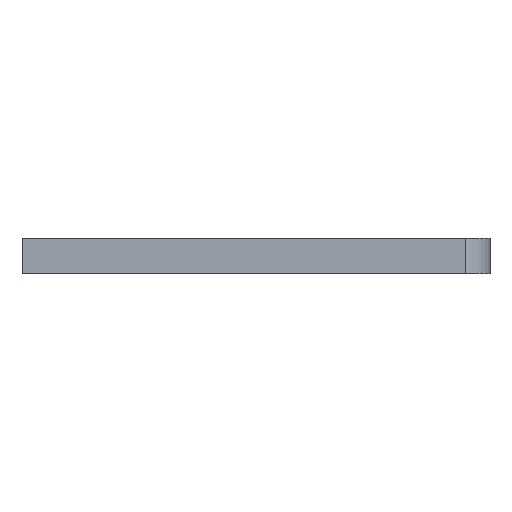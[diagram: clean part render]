
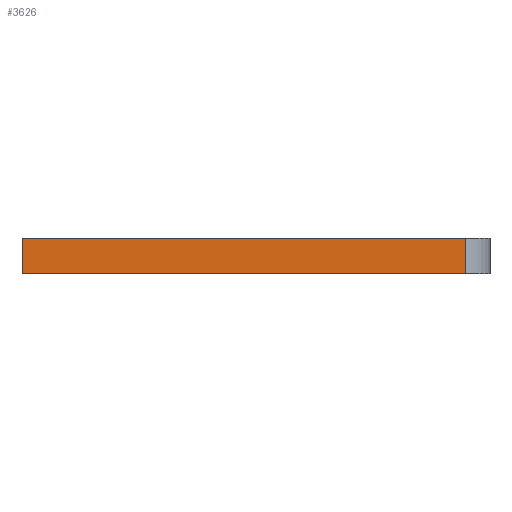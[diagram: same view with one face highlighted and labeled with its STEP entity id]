
A CAD part, left-side view. The second image highlights one B-rep face of the part: STEP entity #3626.
In plain terms, the highlighted planar face has unit normal (-1, 0, 0).
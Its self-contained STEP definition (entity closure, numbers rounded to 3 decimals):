
#2035=DIRECTION('',(0.,1.,0.));
#2036=VECTOR('',#2035,50.179);
#2037=CARTESIAN_POINT('',(2112.942,1480.193,0.));
#2038=LINE('',#2037,#2036);
#2090=DIRECTION('',(0.,0.,-1.));
#2091=VECTOR('',#2090,4.);
#2092=CARTESIAN_POINT('',(2112.942,1530.372,4.));
#2093=LINE('',#2092,#2091);
#2097=DIRECTION('',(0.,1.,0.));
#2098=VECTOR('',#2097,50.179);
#2099=CARTESIAN_POINT('',(2112.942,1480.193,4.));
#2100=LINE('',#2099,#2098);
#2167=DIRECTION('',(0.,0.,-1.));
#2168=VECTOR('',#2167,4.);
#2169=CARTESIAN_POINT('',(2112.942,1480.193,4.));
#2170=LINE('',#2169,#2168);
#3300=CARTESIAN_POINT('',(2112.942,1530.372,0.));
#3302=VERTEX_POINT('',#3300);
#3303=CARTESIAN_POINT('',(2112.942,1530.372,4.));
#3304=VERTEX_POINT('',#3303);
#3319=CARTESIAN_POINT('',(2112.942,1480.193,0.));
#3320=VERTEX_POINT('',#3319);
#3321=CARTESIAN_POINT('',(2112.942,1480.193,4.));
#3322=VERTEX_POINT('',#3321);
#3612=CARTESIAN_POINT('',(2112.942,1530.372,0.));
#3613=DIRECTION('',(-1.,0.,0.));
#3614=DIRECTION('',(0.,-1.,0.));
#3615=AXIS2_PLACEMENT_3D('',#3612,#3613,#3614);
#3616=PLANE('',#3615);
#3617=ORIENTED_EDGE('',*,*,#3580,.T.);
#3619=ORIENTED_EDGE('',*,*,#3618,.F.);
#3621=ORIENTED_EDGE('',*,*,#3620,.F.);
#3623=ORIENTED_EDGE('',*,*,#3622,.T.);
#3624=EDGE_LOOP('',(#3617,#3619,#3621,#3623));
#3625=FACE_OUTER_BOUND('',#3624,.F.);
#3580=EDGE_CURVE('',#3320,#3302,#2038,.T.);
#3618=EDGE_CURVE('',#3304,#3302,#2093,.T.);
#3620=EDGE_CURVE('',#3322,#3304,#2100,.T.);
#3622=EDGE_CURVE('',#3322,#3320,#2170,.T.);
#3626=ADVANCED_FACE('',(#3625),#3616,.T.);
